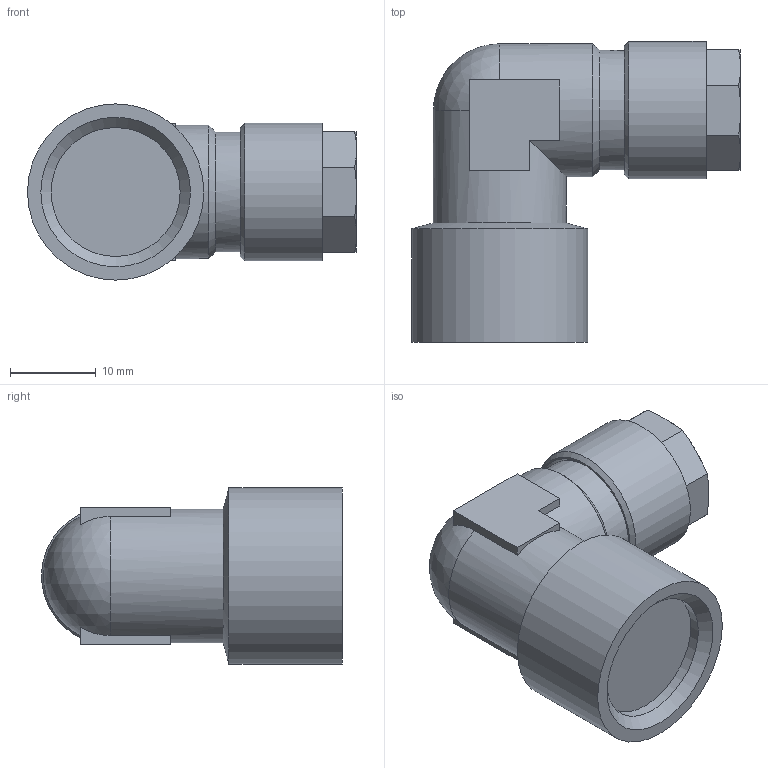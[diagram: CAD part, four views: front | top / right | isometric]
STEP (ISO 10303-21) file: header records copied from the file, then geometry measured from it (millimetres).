
FILE_DESCRIPTION(/* description */ (''),/* implementation_level */ '2;1');
FILE_NAME(/* name */ 'gcki_388_msv.stp',/* time_stamp */ '2016-06-22T08:37:52+02:00',/* author */ ('hamoud'),/* organization */ (''),/* preprocessor_version */ 'ST-DEVELOPER v15.6',/* originating_system */ 'Autodesk Inventor LT ',/* authorisation */ '');
FILE_SCHEMA (('AUTOMOTIVE_DESIGN { 1 0 10303 214 3 1 1 }'));
Length unit declared in the file: millimetre
Products named in the file (1): gcki_388_msv
Bounding box: 38.25 x 34.99 x 20.5 mm (x, y, z)
Volume: 11582.8 mm3; surface area: 3721.4 mm2
Topology: 1 solids, 1 shells, 50 faces, 117 edges, 73 vertices
Faces by surface type: plane 28, cone 13, cylinder 7, sphere 1, torus 1
Full cylindrical faces by diameter (mm): 10.2 x1, 13.9 x1, 15 x1, 15.5 x2, 16 x1, 20.5 x1
Entity records: 1321 total; most frequent: CARTESIAN_POINT 250, DIRECTION 220, ORIENTED_EDGE 198, EDGE_CURVE 99, AXIS2_PLACEMENT_3D 86, VERTEX_POINT 68, EDGE_LOOP 67, FACE_OUTER_BOUND 50
